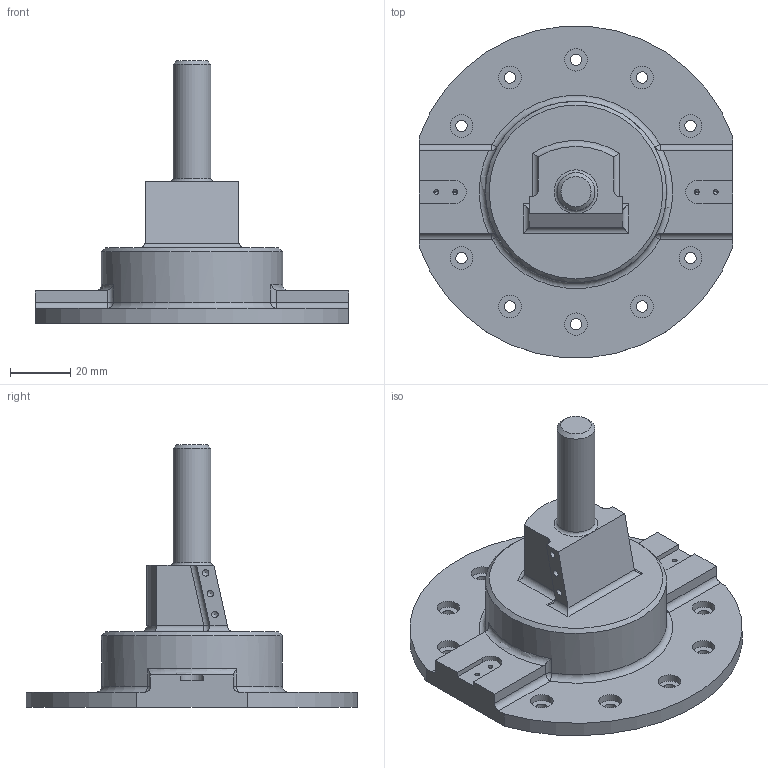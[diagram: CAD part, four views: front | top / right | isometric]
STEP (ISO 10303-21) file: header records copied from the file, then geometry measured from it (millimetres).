
FILE_DESCRIPTION (( 'STEP AP214' ), '1' );
FILE_NAME ('nist_ctc_05_55mm-B.STEP', '2024-03-05T15:02:43', ( '' ), ( '' ), 'SwSTEP 2.0', 'SolidWorks 2023', '' );
FILE_SCHEMA (( 'AUTOMOTIVE_DESIGN' ));
Length unit declared in the file: millimetre
Products named in the file (1): nist_ctc_05_55mm-B
Bounding box: 103.75 x 109.63 x 87 mm (x, y, z)
Volume: 87940.9 mm3; surface area: 32096.1 mm2
Topology: 1 solids, 1 shells, 122 faces, 321 edges, 204 vertices
Faces by surface type: cylinder 55, plane 38, cone 17, torus 6, sphere 6
Full cylindrical faces by diameter (mm): 1.562 x4, 2.109 x6, 3.75 x10, 7.5 x10, 12.5 x1, 50 x1, 60 x1
Entity records: 3382 total; most frequent: CARTESIAN_POINT 723, DIRECTION 573, ORIENTED_EDGE 458, AXIS2_PLACEMENT_3D 239, EDGE_CURVE 229, EDGE_LOOP 202, VERTEX_POINT 169, FACE_OUTER_BOUND 156
